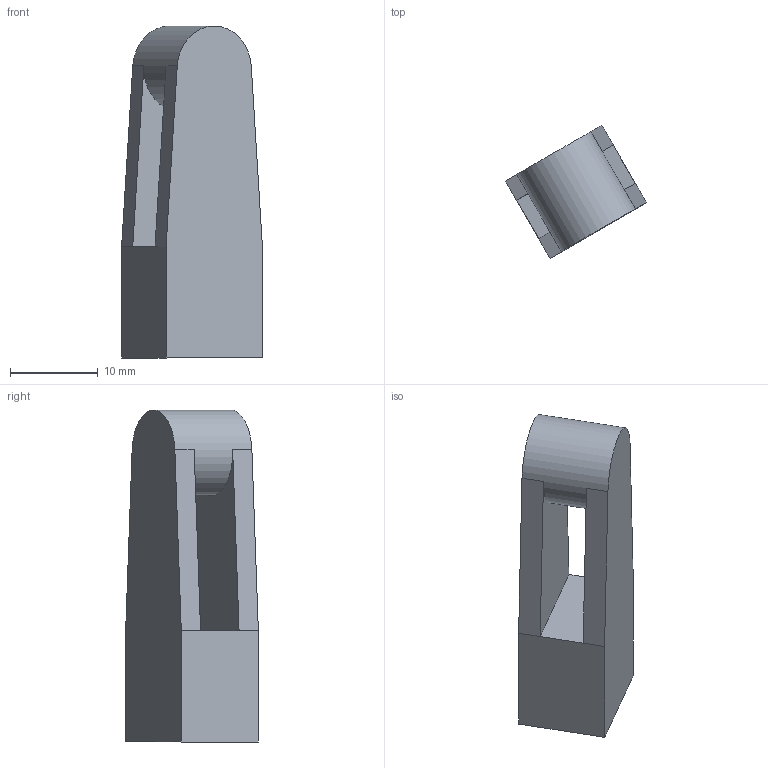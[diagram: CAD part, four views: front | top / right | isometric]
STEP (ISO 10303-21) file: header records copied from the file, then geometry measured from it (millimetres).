
FILE_DESCRIPTION(/* description */ (''),/* implementation_level */ '2;1');
FILE_NAME(/* name */ 'piston_pin.stp',/* time_stamp */ '2026-02-05T22:13:16-05:00',/* author */ (''),/* organization */ (''),/* preprocessor_version */ 'ST-DEVELOPER v18.102',/* originating_system */ 'SIEMENS PLM Software NX 2027',/* authorisation */ '');
FILE_SCHEMA (('AUTOMOTIVE_DESIGN { 1 0 10303 214 3 1 1 1 }'));
Length unit declared in the file: inch
Products named in the file (1): A_objects
Bounding box: 16.08 x 15.15 x 37.91 mm (x, y, z)
Volume: 3182.9 mm3; surface area: 2258.8 mm2
Topology: 1 solids, 1 shells, 16 faces, 41 edges, 25 vertices
Faces by surface type: plane 12, cylinder 2, cone 2
Full cylindrical faces by diameter (mm): 5.41 x1, 9.779 x1
Entity records: 572 total; most frequent: DIRECTION 76, CARTESIAN_POINT 76, ORIENTED_EDGE 70, EDGE_CURVE 35, LINE 28, VECTOR 28, VERTEX_POINT 24, AXIS2_PLACEMENT_3D 24
